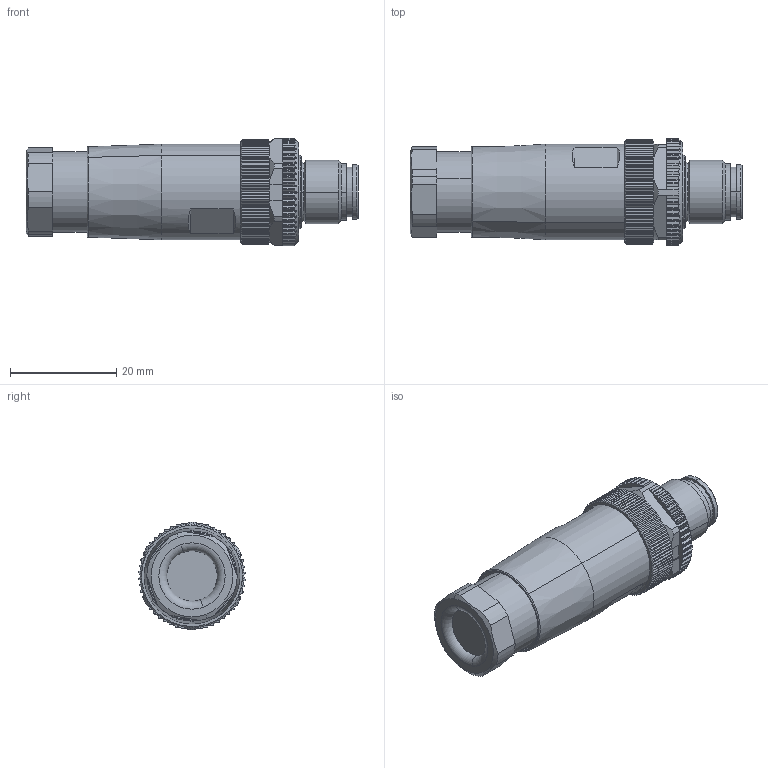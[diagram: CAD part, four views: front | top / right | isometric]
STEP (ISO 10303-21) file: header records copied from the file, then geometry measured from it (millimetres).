
FILE_DESCRIPTION((''),'2;1');
FILE_NAME('CAD-1106A','2021-11-19T08:15:51',('creinig-se'),(''),'CREO PARAMETRIC BY PTC INC, 2019292','CREO PARAMETRIC BY PTC INC, 2019292','');
FILE_SCHEMA(('CONFIG_CONTROL_DESIGN','SHAPE_APPEARANCE_LAYERS_GROUPS'));
Length unit declared in the file: millimetre
Products named in the file (1): CAD-1106A
Bounding box: 62.5 x 20.17 x 20.2 mm (x, y, z)
Volume: 13128.4 mm3; surface area: 5002.3 mm2
Topology: 1 solids, 1 shells, 734 faces, 2110 edges, 1387 vertices
Faces by surface type: plane 366, cylinder 314, cone 34, torus 10, sphere 10
Entity records: 32256 total; most frequent: CARTESIAN_POINT 6463, ORIENTED_EDGE 4198, DIRECTION 3613, PRESENTATION_STYLE_ASSIGNMENT 2159, STYLED_ITEM 2100, CURVE_STYLE 2099, EDGE_CURVE 2099, VERTEX_POINT 1387
